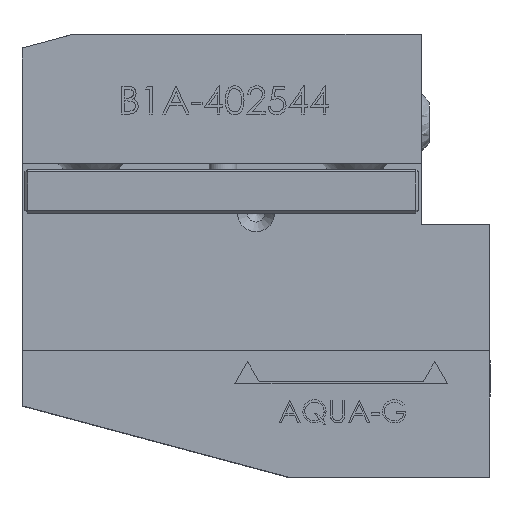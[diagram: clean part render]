
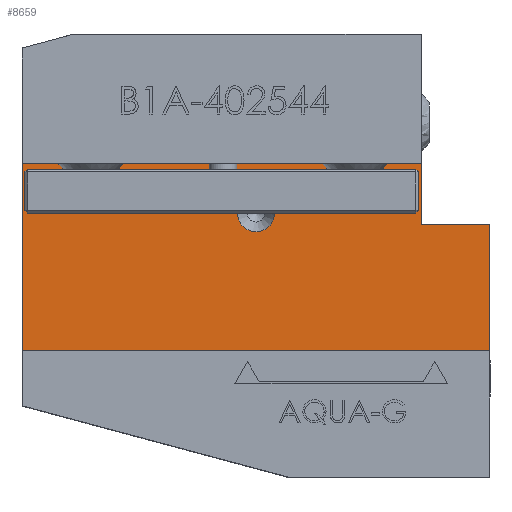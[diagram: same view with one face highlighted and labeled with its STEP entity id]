
A CAD part, top view. The second image highlights one B-rep face of the part: STEP entity #8659.
In plain terms, the highlighted planar face has unit normal (0, 0, 1).
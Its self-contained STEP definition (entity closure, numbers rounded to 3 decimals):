
#24 = CARTESIAN_POINT ( 'NONE',  ( 24.072, 23.883, 29.989 ) ) ;
#480 = CARTESIAN_POINT ( 'NONE',  ( -48.428, -10.727, 29.989 ) ) ;
#843 = LINE ( 'NONE', #1530, #12529 ) ;
#973 = VERTEX_POINT ( 'NONE', #6231 ) ;
#1113 = DIRECTION ( 'NONE',  ( 1., 0., 0. ) ) ;
#1145 = VECTOR ( 'NONE', #1168, 1000. ) ;
#1147 = DIRECTION ( 'NONE',  ( 0., 1., 0. ) ) ;
#1168 = DIRECTION ( 'NONE',  ( 1., 0., 0. ) ) ;
#1292 = VERTEX_POINT ( 'NONE', #12938 ) ;
#1389 = DIRECTION ( 'NONE',  ( 0., 0., 1. ) ) ;
#1483 = LINE ( 'NONE', #480, #1145 ) ;
#1527 = CARTESIAN_POINT ( 'NONE',  ( -5.928, 14.578, 29.989 ) ) ;
#1530 = CARTESIAN_POINT ( 'NONE',  ( -48.428, 23.883, 29.989 ) ) ;
#1716 = VECTOR ( 'NONE', #4397, 1000. ) ;
#1951 = DIRECTION ( 'NONE',  ( 0., 1., 0. ) ) ;
#3165 = ORIENTED_EDGE ( 'NONE', *, *, #12597, .F. ) ;
#3421 = EDGE_CURVE ( 'NONE', #973, #8827, #1483, .T. ) ;
#4051 = AXIS2_PLACEMENT_3D ( 'NONE', #1527, #1389, #1113 ) ;
#4288 = DIRECTION ( 'NONE',  ( 0., 0., -1. ) ) ;
#4397 = DIRECTION ( 'NONE',  ( 0., 1., 0. ) ) ;
#4623 = AXIS2_PLACEMENT_3D ( 'NONE', #8583, #4288, #11693 ) ;
#4754 = EDGE_CURVE ( 'NONE', #9462, #9462, #9566, .T. ) ;
#4823 = ORIENTED_EDGE ( 'NONE', *, *, #6468, .T. ) ;
#5170 = ORIENTED_EDGE ( 'NONE', *, *, #4754, .F. ) ;
#5225 = CARTESIAN_POINT ( 'NONE',  ( -2.578, 14.578, 29.989 ) ) ;
#5345 = PLANE ( 'NONE',  #4623 ) ;
#6231 = CARTESIAN_POINT ( 'NONE',  ( -48.428, -10.727, 29.989 ) ) ;
#6468 = EDGE_CURVE ( 'NONE', #12743, #12151, #10162, .T. ) ;
#6667 = LINE ( 'NONE', #7370, #12206 ) ;
#6940 = CARTESIAN_POINT ( 'NONE',  ( 36.572, -10.727, 29.989 ) ) ;
#7006 = VECTOR ( 'NONE', #13533, 1000. ) ;
#7216 = ORIENTED_EDGE ( 'NONE', *, *, #13085, .F. ) ;
#7320 = CARTESIAN_POINT ( 'NONE',  ( -48.428, 12.578, 29.989 ) ) ;
#7370 = CARTESIAN_POINT ( 'NONE',  ( 36.572, 23.883, 29.989 ) ) ;
#7399 = VECTOR ( 'NONE', #1147, 1000. ) ;
#8583 = CARTESIAN_POINT ( 'NONE',  ( -48.428, 23.883, 29.989 ) ) ;
#8659 = ADVANCED_FACE ( 'NONE', ( #11612, #8864 ), #5345, .F. ) ;
#8684 = ORIENTED_EDGE ( 'NONE', *, *, #11884, .T. ) ;
#8827 = VERTEX_POINT ( 'NONE', #6940 ) ;
#8864 = FACE_OUTER_BOUND ( 'NONE', #11479, .T. ) ;
#8997 = CARTESIAN_POINT ( 'NONE',  ( 36.572, 12.578, 29.989 ) ) ;
#9017 = ORIENTED_EDGE ( 'NONE', *, *, #3421, .T. ) ;
#9462 = VERTEX_POINT ( 'NONE', #5225 ) ;
#9566 = CIRCLE ( 'NONE', #4051, 3.35 ) ;
#9714 = CARTESIAN_POINT ( 'NONE',  ( -48.428, 23.883, 29.989 ) ) ;
#9806 = LINE ( 'NONE', #7320, #7006 ) ;
#10162 = LINE ( 'NONE', #24, #7399 ) ;
#10630 = LINE ( 'NONE', #9714, #1716 ) ;
#11267 = VERTEX_POINT ( 'NONE', #8997 ) ;
#11479 = EDGE_LOOP ( 'NONE', ( #12356, #8684, #4823, #3165, #7216, #9017 ) ) ;
#11612 = FACE_BOUND ( 'NONE', #12129, .T. ) ;
#11693 = DIRECTION ( 'NONE',  ( -1., 0., 0. ) ) ;
#11884 = EDGE_CURVE ( 'NONE', #11267, #12743, #9806, .T. ) ;
#11936 = EDGE_CURVE ( 'NONE', #8827, #11267, #6667, .T. ) ;
#12129 = EDGE_LOOP ( 'NONE', ( #5170 ) ) ;
#12151 = VERTEX_POINT ( 'NONE', #12161 ) ;
#12161 = CARTESIAN_POINT ( 'NONE',  ( 24.072, 23.883, 29.989 ) ) ;
#12206 = VECTOR ( 'NONE', #1951, 1000. ) ;
#12356 = ORIENTED_EDGE ( 'NONE', *, *, #11936, .T. ) ;
#12529 = VECTOR ( 'NONE', #13304, 1000. ) ;
#12597 = EDGE_CURVE ( 'NONE', #1292, #12151, #843, .T. ) ;
#12743 = VERTEX_POINT ( 'NONE', #13548 ) ;
#12938 = CARTESIAN_POINT ( 'NONE',  ( -48.428, 23.883, 29.989 ) ) ;
#13085 = EDGE_CURVE ( 'NONE', #973, #1292, #10630, .T. ) ;
#13304 = DIRECTION ( 'NONE',  ( 1., 0., 0. ) ) ;
#13533 = DIRECTION ( 'NONE',  ( -1., 0., 0. ) ) ;
#13548 = CARTESIAN_POINT ( 'NONE',  ( 24.072, 12.578, 29.989 ) ) ;
